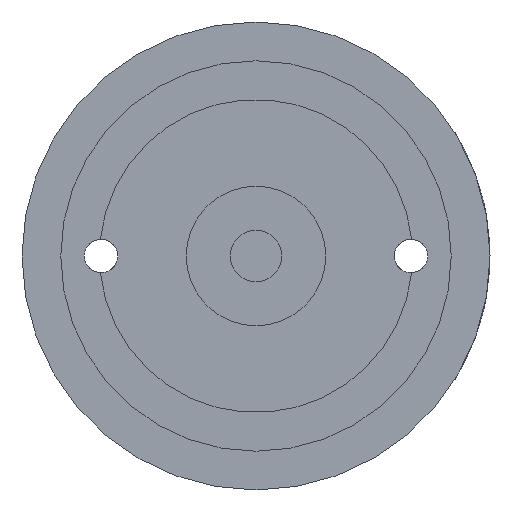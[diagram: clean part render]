
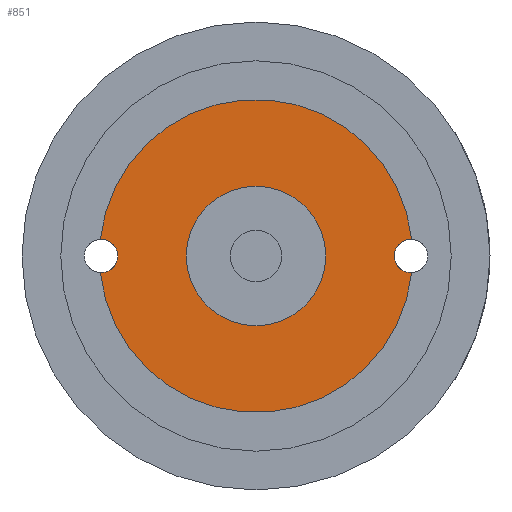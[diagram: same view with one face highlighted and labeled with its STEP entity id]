
A CAD part, left-side view. The second image highlights one B-rep face of the part: STEP entity #851.
In plain terms, the highlighted planar face has unit normal (-1, 0, 0).
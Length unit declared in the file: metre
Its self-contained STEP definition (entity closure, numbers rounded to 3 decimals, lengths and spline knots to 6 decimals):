
#20=PLANE('',#936);
#285=ORIENTED_EDGE('',*,*,#500,.F.);
#286=ORIENTED_EDGE('',*,*,#495,.T.);
#287=ORIENTED_EDGE('',*,*,#501,.F.);
#288=ORIENTED_EDGE('',*,*,#497,.T.);
#289=ORIENTED_EDGE('',*,*,#502,.F.);
#495=EDGE_CURVE('',#602,#603,#651,.T.);
#497=EDGE_CURVE('',#605,#604,#652,.T.);
#500=EDGE_CURVE('',#602,#604,#654,.F.);
#501=EDGE_CURVE('',#605,#603,#655,.F.);
#502=EDGE_CURVE('',#607,#607,#656,.T.);
#602=VERTEX_POINT('',#1452);
#603=VERTEX_POINT('',#1454);
#604=VERTEX_POINT('',#1458);
#605=VERTEX_POINT('',#1460);
#607=VERTEX_POINT('',#1470);
#651=CIRCLE('',#930,0.025654);
#652=CIRCLE('',#932,0.025654);
#654=CIRCLE('',#937,0.002743);
#655=CIRCLE('',#938,0.002743);
#656=CIRCLE('',#939,0.01143);
#697=EDGE_LOOP('',(#285,#286,#287,#288));
#698=EDGE_LOOP('',(#289));
#769=FACE_BOUND('',#697,.T.);
#770=FACE_BOUND('',#698,.T.);
#851=ADVANCED_FACE('',(#769,#770),#20,.F.);
#930=AXIS2_PLACEMENT_3D('',#1455,#1086,#1087);
#932=AXIS2_PLACEMENT_3D('',#1459,#1091,#1092);
#936=AXIS2_PLACEMENT_3D('',#1466,#1100,#1101);
#937=AXIS2_PLACEMENT_3D('',#1467,#1102,#1103);
#938=AXIS2_PLACEMENT_3D('',#1468,#1104,#1105);
#939=AXIS2_PLACEMENT_3D('',#1469,#1106,#1107);
#1086=DIRECTION('',(-1.,0.,0.));
#1087=DIRECTION('',(0.,0.,1.));
#1091=DIRECTION('',(-1.,0.,0.));
#1092=DIRECTION('',(0.,0.,1.));
#1100=DIRECTION('',(1.,0.,0.));
#1101=DIRECTION('',(0.,0.,-1.));
#1102=DIRECTION('',(1.,0.,0.));
#1103=DIRECTION('',(0.,0.,-1.));
#1104=DIRECTION('',(1.,0.,0.));
#1105=DIRECTION('',(0.,0.,-1.));
#1106=DIRECTION('',(-1.,0.,0.));
#1107=DIRECTION('',(0.,0.,1.));
#1452=CARTESIAN_POINT('',(0.07808,0.025507,-0.002741));
#1454=CARTESIAN_POINT('',(0.07808,-0.025507,-0.002741));
#1455=CARTESIAN_POINT('',(0.07808,0.,0.));
#1458=CARTESIAN_POINT('',(0.07808,0.025507,0.002741));
#1459=CARTESIAN_POINT('',(0.07808,0.,0.));
#1460=CARTESIAN_POINT('',(0.07808,-0.025507,0.002741));
#1466=CARTESIAN_POINT('',(0.07808,0.018542,0.));
#1467=CARTESIAN_POINT('',(0.07808,0.0254,0.));
#1468=CARTESIAN_POINT('',(0.07808,-0.0254,0.));
#1469=CARTESIAN_POINT('',(0.07808,0.,0.));
#1470=CARTESIAN_POINT('',(0.07808,0.,0.01143));
